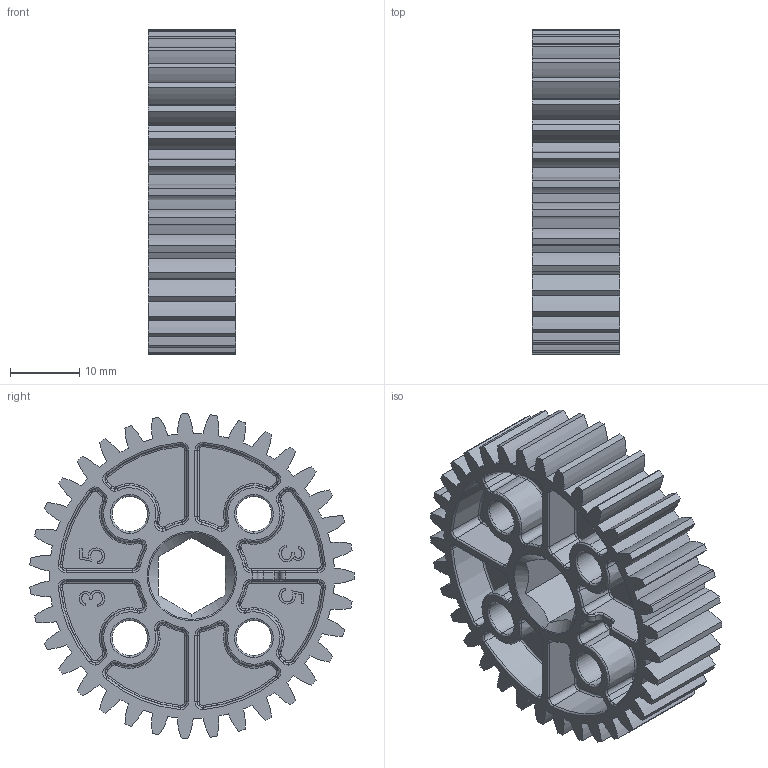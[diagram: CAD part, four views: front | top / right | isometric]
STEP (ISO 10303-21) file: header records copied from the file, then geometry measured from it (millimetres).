
FILE_DESCRIPTION (( 'STEP AP214' ), '1' );
FILE_NAME ('am-5020_35 35T 20DP 14.5PA 0.50 IN FW 0.375 Hex Gear.STEP', '2024-10-02T19:07:03', ( '' ), ( '' ), 'SwSTEP 2.0', 'SolidWorks 2024', '' );
FILE_SCHEMA (( 'AUTOMOTIVE_DESIGN' ));
Length unit declared in the file: inch
Products named in the file (1): am-5020_35 35T 20DP 14.5PA 0.50 IN FW 0.375 Hex Gear
Bounding box: 12.7 x 46.93 x 46.98 mm (x, y, z)
Volume: 10013.9 mm3; surface area: 11124.3 mm2
Topology: 1 solids, 1 shells, 930 faces, 2336 edges, 1430 vertices
Faces by surface type: torus 332, cylinder 232, cone 160, bspline 104, plane 102
Entity records: 33081 total; most frequent: CARTESIAN_POINT 10413, DIRECTION 5184, ORIENTED_EDGE 4672, EDGE_CURVE 2336, AXIS2_PLACEMENT_3D 2241, VERTEX_POINT 1430, CIRCLE 1414, EDGE_LOOP 962
